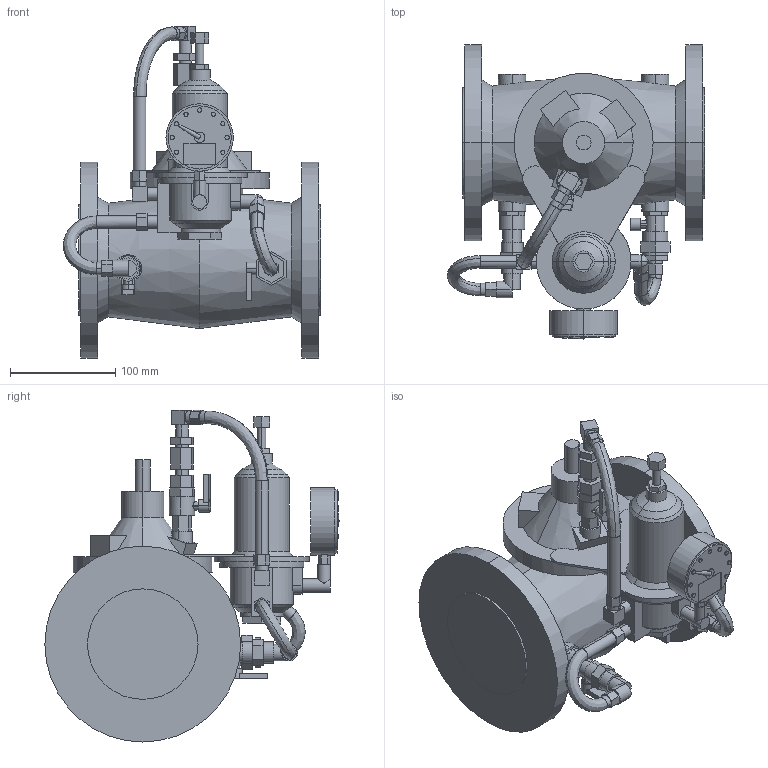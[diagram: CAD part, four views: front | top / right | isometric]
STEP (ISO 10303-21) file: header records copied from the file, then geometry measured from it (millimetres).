
FILE_DESCRIPTION(('no description'),'unknown implementation level');
FILE_NAME('_DR300-65A_3D.stp',' ',('pit-cup GmbH'),('ccLab - KiM Gmbh - www.kimweb.de'),'unknown preprocess','ACIS','unknown authorization');
FILE_SCHEMA(('automotive_design'));
Length unit declared in the file: millimetre
Products named in the file (4): 1; 2; 3; 4
Bounding box: 244.59 x 279.5 x 315.35 mm (x, y, z)
Volume: 4155703.4 mm3; surface area: 322201.1 mm2
Topology: 4 solids, 4 shells, 532 faces, 1298 edges, 835 vertices
Faces by surface type: plane 348, cylinder 151, cone 25, bspline 6, sphere 2
Entity records: 35548 total; most frequent: CARTESIAN_POINT 7882, DIRECTION 2669, STYLED_ITEM 2667, PRESENTATION_STYLE_ASSIGNMENT 2667, COLOUR_RGB 2667, ORIENTED_EDGE 2592, EDGE_CURVE 1296, CURVE_STYLE 1296
